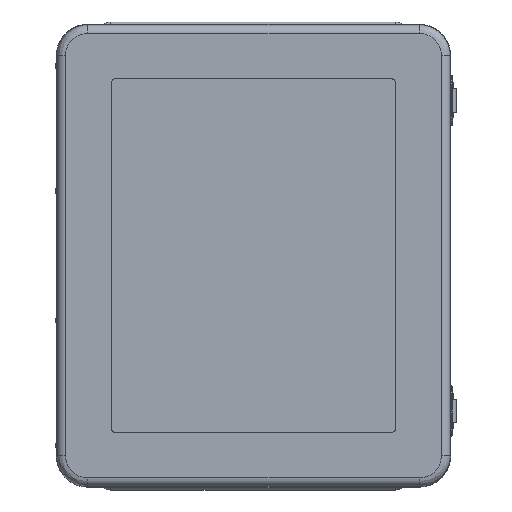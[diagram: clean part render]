
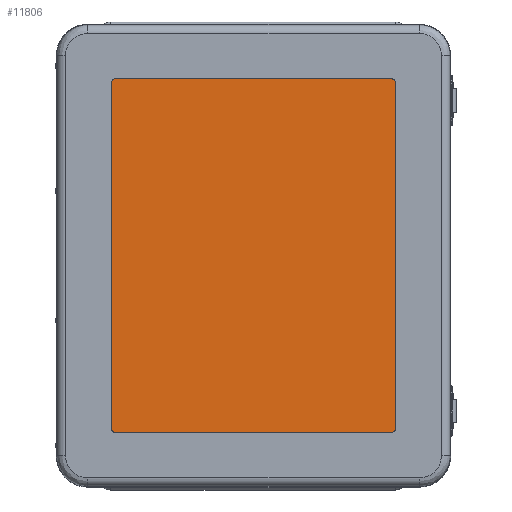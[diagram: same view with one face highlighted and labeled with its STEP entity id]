
A CAD part, top view. The second image highlights one B-rep face of the part: STEP entity #11806.
In plain terms, the highlighted planar face has unit normal (0, 0, 1).
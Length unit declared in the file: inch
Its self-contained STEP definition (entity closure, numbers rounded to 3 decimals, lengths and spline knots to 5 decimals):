
#833 = VECTOR ( 'NONE', #31089, 39.37008 ) ;
#2457 = VERTEX_POINT ( 'NONE', #29789 ) ;
#3260 = LINE ( 'NONE', #15498, #833 ) ;
#4143 = ORIENTED_EDGE ( 'NONE', *, *, #54762, .F. ) ;
#4420 = LINE ( 'NONE', #38277, #49623 ) ;
#4840 = DIRECTION ( 'NONE',  ( -1., 0., 0. ) ) ;
#6257 = DIRECTION ( 'NONE',  ( 0., 1., 0. ) ) ;
#6611 = CARTESIAN_POINT ( 'NONE',  ( 4., -5., 0.00007 ) ) ;
#7178 = CIRCLE ( 'NONE', #28930, 0.125 ) ;
#8002 = LINE ( 'NONE', #19073, #44972 ) ;
#8449 = FACE_OUTER_BOUND ( 'NONE', #52682, .T. ) ;
#11562 = VERTEX_POINT ( 'NONE', #16089 ) ;
#11806 = ADVANCED_FACE ( 'NONE', ( #8449 ), #48459, .T. ) ;
#12305 = DIRECTION ( 'NONE',  ( -1., 0., 0. ) ) ;
#15498 = CARTESIAN_POINT ( 'NONE',  ( -4., -5.125, 0.00007 ) ) ;
#16089 = CARTESIAN_POINT ( 'NONE',  ( 4., 5.125, 0.00007 ) ) ;
#17617 = ORIENTED_EDGE ( 'NONE', *, *, #24147, .F. ) ;
#19073 = CARTESIAN_POINT ( 'NONE',  ( 4.125, -5., 0.00007 ) ) ;
#20452 = ORIENTED_EDGE ( 'NONE', *, *, #21751, .F. ) ;
#20502 = VECTOR ( 'NONE', #6257, 39.37008 ) ;
#21751 = EDGE_CURVE ( 'NONE', #55180, #41357, #31653, .T. ) ;
#24147 = EDGE_CURVE ( 'NONE', #32715, #55180, #8002, .T. ) ;
#24354 = CARTESIAN_POINT ( 'NONE',  ( -4., -5.125, 0.00007 ) ) ;
#24803 = VERTEX_POINT ( 'NONE', #54277 ) ;
#26658 = EDGE_CURVE ( 'NONE', #28276, #11562, #4420, .T. ) ;
#27235 = CARTESIAN_POINT ( 'NONE',  ( -4., 5.125, 0.00007 ) ) ;
#28276 = VERTEX_POINT ( 'NONE', #27235 ) ;
#28930 = AXIS2_PLACEMENT_3D ( 'NONE', #62402, #56487, #4840 ) ;
#29045 = CIRCLE ( 'NONE', #57149, 0.125 ) ;
#29789 = CARTESIAN_POINT ( 'NONE',  ( -4.125, 5., 0.00007 ) ) ;
#30289 = DIRECTION ( 'NONE',  ( 0., 0., -1. ) ) ;
#31089 = DIRECTION ( 'NONE',  ( -1., 0., 0. ) ) ;
#31594 = EDGE_CURVE ( 'NONE', #11562, #32715, #29045, .T. ) ;
#31653 = CIRCLE ( 'NONE', #42852, 0.125 ) ;
#32715 = VERTEX_POINT ( 'NONE', #63779 ) ;
#33194 = EDGE_CURVE ( 'NONE', #24803, #2457, #41058, .T. ) ;
#33535 = ORIENTED_EDGE ( 'NONE', *, *, #50300, .F. ) ;
#33544 = CARTESIAN_POINT ( 'NONE',  ( 4., -5.125, 0.00007 ) ) ;
#34357 = AXIS2_PLACEMENT_3D ( 'NONE', #38125, #53901, #38345 ) ;
#35676 = CARTESIAN_POINT ( 'NONE',  ( -4.125, 5., 0.00007 ) ) ;
#38125 = CARTESIAN_POINT ( 'NONE',  ( 0., 0., 0.00007 ) ) ;
#38277 = CARTESIAN_POINT ( 'NONE',  ( 4., 5.125, 0.00007 ) ) ;
#38345 = DIRECTION ( 'NONE',  ( 1., 0., 0. ) ) ;
#41058 = LINE ( 'NONE', #35676, #20502 ) ;
#41357 = VERTEX_POINT ( 'NONE', #33544 ) ;
#42852 = AXIS2_PLACEMENT_3D ( 'NONE', #6611, #53627, #12305 ) ;
#42929 = ORIENTED_EDGE ( 'NONE', *, *, #33194, .F. ) ;
#44972 = VECTOR ( 'NONE', #61001, 39.37008 ) ;
#45936 = ORIENTED_EDGE ( 'NONE', *, *, #55388, .F. ) ;
#46697 = ORIENTED_EDGE ( 'NONE', *, *, #31594, .F. ) ;
#48143 = DIRECTION ( 'NONE',  ( 1., 0., 0. ) ) ;
#48459 = PLANE ( 'NONE',  #34357 ) ;
#49623 = VECTOR ( 'NONE', #48143, 39.37008 ) ;
#50300 = EDGE_CURVE ( 'NONE', #2457, #28276, #7178, .T. ) ;
#50867 = CARTESIAN_POINT ( 'NONE',  ( 4.125, -5., 0.00007 ) ) ;
#51590 = CARTESIAN_POINT ( 'NONE',  ( -4., -5., 0.00007 ) ) ;
#51615 = DIRECTION ( 'NONE',  ( -1., 0., 0. ) ) ;
#52058 = DIRECTION ( 'NONE',  ( 0., 0., -1. ) ) ;
#52682 = EDGE_LOOP ( 'NONE', ( #17617, #46697, #59145, #33535, #42929, #4143, #45936, #20452 ) ) ;
#53627 = DIRECTION ( 'NONE',  ( 0., 0., -1. ) ) ;
#53901 = DIRECTION ( 'NONE',  ( 0., 0., 1. ) ) ;
#54277 = CARTESIAN_POINT ( 'NONE',  ( -4.125, -5., 0.00007 ) ) ;
#54762 = EDGE_CURVE ( 'NONE', #66586, #24803, #55154, .T. ) ;
#55154 = CIRCLE ( 'NONE', #59507, 0.125 ) ;
#55180 = VERTEX_POINT ( 'NONE', #50867 ) ;
#55388 = EDGE_CURVE ( 'NONE', #41357, #66586, #3260, .T. ) ;
#56420 = CARTESIAN_POINT ( 'NONE',  ( 4., 5., 0.00007 ) ) ;
#56487 = DIRECTION ( 'NONE',  ( 0., 0., -1. ) ) ;
#57149 = AXIS2_PLACEMENT_3D ( 'NONE', #56420, #30289, #51615 ) ;
#59145 = ORIENTED_EDGE ( 'NONE', *, *, #26658, .F. ) ;
#59507 = AXIS2_PLACEMENT_3D ( 'NONE', #51590, #52058, #62320 ) ;
#61001 = DIRECTION ( 'NONE',  ( 0., -1., 0. ) ) ;
#62320 = DIRECTION ( 'NONE',  ( -1., 0., 0. ) ) ;
#62402 = CARTESIAN_POINT ( 'NONE',  ( -4., 5., 0.00007 ) ) ;
#63779 = CARTESIAN_POINT ( 'NONE',  ( 4.125, 5., 0.00007 ) ) ;
#66586 = VERTEX_POINT ( 'NONE', #24354 ) ;
